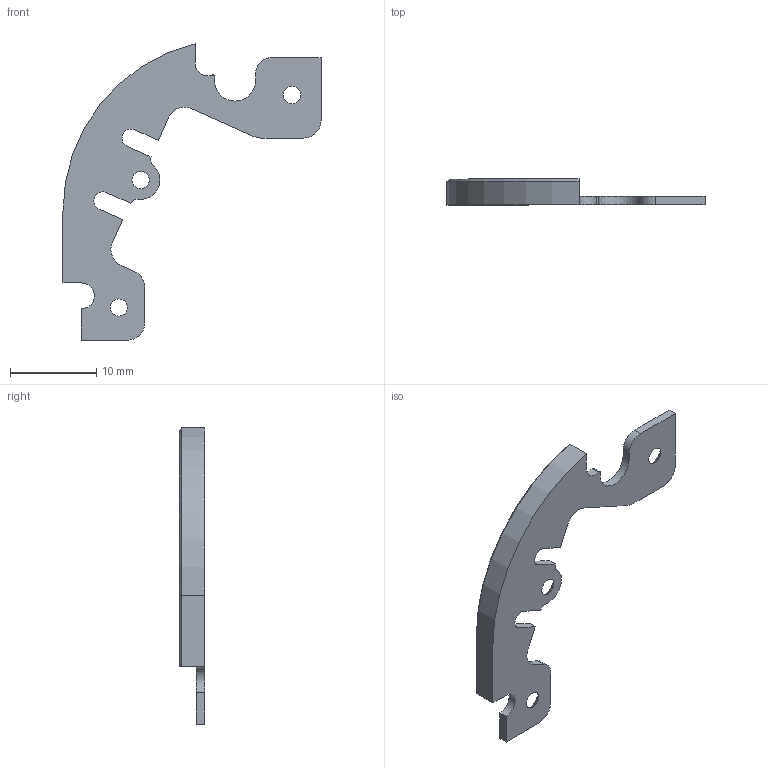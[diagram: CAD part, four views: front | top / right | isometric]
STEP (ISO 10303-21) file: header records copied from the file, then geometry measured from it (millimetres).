
FILE_DESCRIPTION(/* description */ (''),/* implementation_level */ '2;1');
FILE_NAME(/* name */ 'Trigger Mounts Left.step',/* time_stamp */ '2021-09-28T13:43:23+09:00',/* author */ (''),/* organization */ (''),/* preprocessor_version */ 'ST-DEVELOPER v18.1',/* originating_system */ 'Autodesk Translation Framework v10.10.0.1391',/* authorisation */ '');
FILE_SCHEMA (('AUTOMOTIVE_DESIGN { 1 0 10303 214 3 1 1 }'));
Length unit declared in the file: millimetre
Products named in the file (3): Trigger_Mounts_-_Final_-_08-04-21; Trigger Mount; MirrorTrigger Mount
Assembly tree (2 placements, depth 2):
  Trigger_Mounts_-_Final_-_08-04-21
    Trigger Mount
    MirrorTrigger Mount
Bounding box: 30 x 3 x 34.45 mm (x, y, z)
Volume: 442.5 mm3; surface area: 976.9 mm2
Topology: 1 solids, 1 shells, 48 faces, 137 edges, 91 vertices
Faces by surface type: plane 25, cylinder 19, cone 4
Entity records: 1689 total; most frequent: DIRECTION 287, CARTESIAN_POINT 284, ORIENTED_EDGE 274, EDGE_CURVE 137, AXIS2_PLACEMENT_3D 98, LINE 91, VECTOR 91, VERTEX_POINT 91
